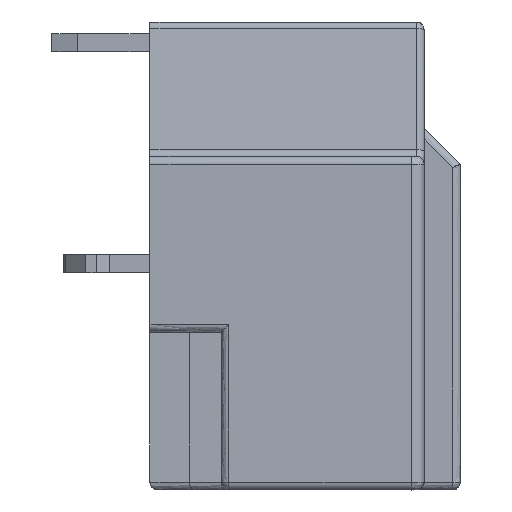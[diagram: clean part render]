
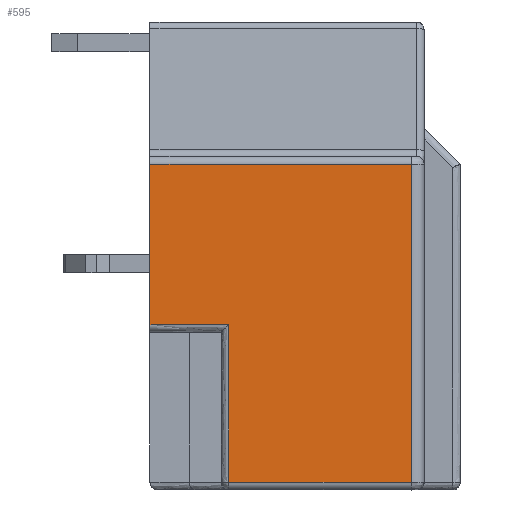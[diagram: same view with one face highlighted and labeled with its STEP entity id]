
A CAD part, left-side view. The second image highlights one B-rep face of the part: STEP entity #595.
In plain terms, the highlighted free-form (B-spline) face has degree [1, 1] with [2, 2] control points.
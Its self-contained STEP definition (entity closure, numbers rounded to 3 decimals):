
#501=CARTESIAN_POINT('',(-14.75,-3.71,-1.7));
#502=VERTEX_POINT('',#501);
#536=CARTESIAN_POINT('',(-14.75,3.34,-1.7));
#537=VERTEX_POINT('',#536);
#546=CARTESIAN_POINT('',(-14.75,-3.71,-1.7));
#547=CARTESIAN_POINT('',(-14.75,3.34,-1.7));
#548=B_SPLINE_CURVE_WITH_KNOTS('',1,(#546,#547),.POLYLINE_FORM.,.F.,.U.,(2,2),(0.,1.),.UNSPECIFIED.);
#549=EDGE_CURVE('',#502,#537,#548,.T.);
#554=CARTESIAN_POINT('',(-14.75,-3.912,10.846));
#555=CARTESIAN_POINT('',(-14.75,-3.912,-1.946));
#556=CARTESIAN_POINT('',(-14.75,6.592,10.846));
#557=CARTESIAN_POINT('',(-14.75,6.592,-1.946));
#558=B_SPLINE_SURFACE_WITH_KNOTS('',1,1,((#554,#555),(#556,#557)),.PLANE_SURF.,.F.,.F.,.U.,(2,2),(2,2),(-5.252,5.252),(-6.396,6.396),.UNSPECIFIED.);
#559=CARTESIAN_POINT('',(-14.75,3.34,4.4));
#560=VERTEX_POINT('',#559);
#561=CARTESIAN_POINT('',(-14.75,3.34,4.4));
#562=CARTESIAN_POINT('',(-14.75,3.34,-1.7));
#563=B_SPLINE_CURVE_WITH_KNOTS('',1,(#561,#562),.POLYLINE_FORM.,.F.,.U.,(2,2),(0.,1.),.UNSPECIFIED.);
#564=EDGE_CURVE('',#560,#537,#563,.T.);
#565=ORIENTED_EDGE('',*,*,#564,.T.);
#566=ORIENTED_EDGE('',*,*,#549,.F.);
#567=CARTESIAN_POINT('',(-14.75,-3.71,10.6));
#568=VERTEX_POINT('',#567);
#569=CARTESIAN_POINT('',(-14.75,-3.71,-1.7));
#570=CARTESIAN_POINT('',(-14.75,-3.71,10.6));
#571=B_SPLINE_CURVE_WITH_KNOTS('',1,(#569,#570),.POLYLINE_FORM.,.F.,.U.,(2,2),(0.,1.),.UNSPECIFIED.);
#572=EDGE_CURVE('',#502,#568,#571,.T.);
#573=ORIENTED_EDGE('',*,*,#572,.T.);
#574=CARTESIAN_POINT('',(-14.75,6.39,10.6));
#575=VERTEX_POINT('',#574);
#576=CARTESIAN_POINT('',(-14.75,-3.71,10.6));
#577=CARTESIAN_POINT('',(-14.75,6.39,10.6));
#578=B_SPLINE_CURVE_WITH_KNOTS('',1,(#576,#577),.POLYLINE_FORM.,.F.,.U.,(2,2),(0.,1.),.UNSPECIFIED.);
#579=EDGE_CURVE('',#568,#575,#578,.T.);
#580=ORIENTED_EDGE('',*,*,#579,.T.);
#581=CARTESIAN_POINT('',(-14.75,6.39,4.4));
#582=VERTEX_POINT('',#581);
#583=CARTESIAN_POINT('',(-14.75,6.39,10.6));
#584=CARTESIAN_POINT('',(-14.75,6.39,4.4));
#585=B_SPLINE_CURVE_WITH_KNOTS('',1,(#583,#584),.POLYLINE_FORM.,.F.,.U.,(2,2),(0.,1.),.UNSPECIFIED.);
#586=EDGE_CURVE('',#575,#582,#585,.T.);
#587=ORIENTED_EDGE('',*,*,#586,.T.);
#588=CARTESIAN_POINT('',(-14.75,6.39,4.4));
#589=CARTESIAN_POINT('',(-14.75,3.34,4.4));
#590=B_SPLINE_CURVE_WITH_KNOTS('',1,(#588,#589),.POLYLINE_FORM.,.F.,.U.,(2,2),(0.,1.),.UNSPECIFIED.);
#591=EDGE_CURVE('',#582,#560,#590,.T.);
#592=ORIENTED_EDGE('',*,*,#591,.T.);
#593=EDGE_LOOP('',(#565,#566,#573,#580,#587,#592));
#594=FACE_OUTER_BOUND('',#593,.T.);
#595=ADVANCED_FACE('',(#594),#558,.T.);
